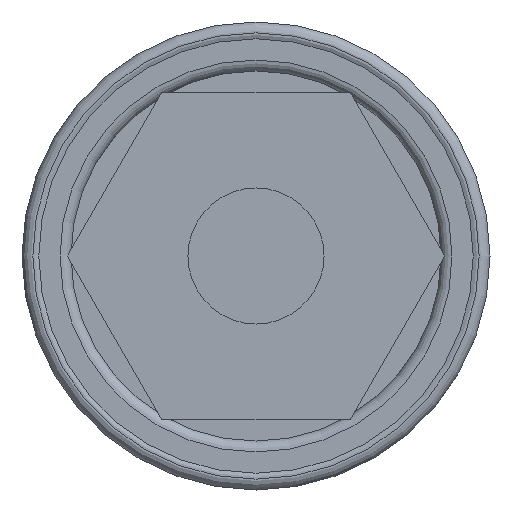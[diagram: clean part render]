
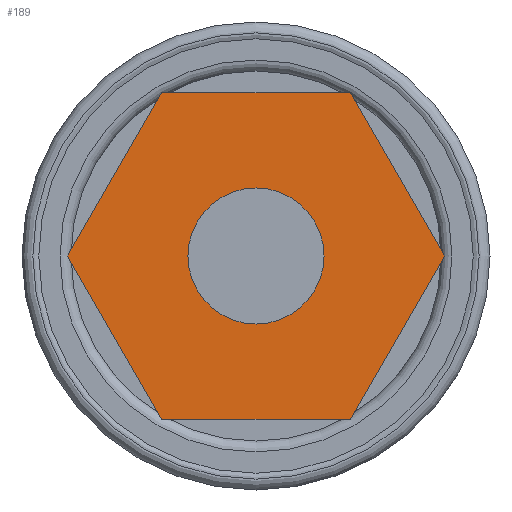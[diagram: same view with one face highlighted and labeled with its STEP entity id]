
A CAD part, front view. The second image highlights one B-rep face of the part: STEP entity #189.
In plain terms, the highlighted planar face has unit normal (0, -1, 0).
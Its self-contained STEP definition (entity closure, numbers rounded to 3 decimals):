
#32=CARTESIAN_POINT('',(-0.,0.,-1.25));
#33=VERTEX_POINT('',#32);
#42=CARTESIAN_POINT('',(0.,0.,0.));
#43=DIRECTION('',(0.,-1.,0.));
#44=DIRECTION('',(0.,0.,-1.));
#45=AXIS2_PLACEMENT_3D('',#42,#43,#44);
#46=CIRCLE('',#45,1.25);
#47=EDGE_CURVE('',#33,#33,#46,.T.);
#76=CARTESIAN_POINT('',(1.732,0.,-3.));
#77=VERTEX_POINT('',#76);
#92=CARTESIAN_POINT('',(3.464,0.,-0.));
#93=VERTEX_POINT('',#92);
#100=CARTESIAN_POINT('',(1.732,0.,-3.));
#101=DIRECTION('',(0.5,0.,0.866));
#102=VECTOR('',#101,3.464);
#103=LINE('',#100,#102);
#104=EDGE_CURVE('',#77,#93,#103,.T.);
#116=CARTESIAN_POINT('',(-3.464,0.,0.));
#117=VERTEX_POINT('',#116);
#132=CARTESIAN_POINT('',(-1.732,0.,-3.));
#133=VERTEX_POINT('',#132);
#140=CARTESIAN_POINT('',(-3.464,0.,0.));
#141=DIRECTION('',(0.5,0.,-0.866));
#142=VECTOR('',#141,3.464);
#143=LINE('',#140,#142);
#144=EDGE_CURVE('',#117,#133,#143,.T.);
#149=CARTESIAN_POINT('',(0.,0.,0.));
#150=DIRECTION('',(0.,-1.,0.));
#151=DIRECTION('',(0.,0.,-1.));
#152=AXIS2_PLACEMENT_3D('',#149,#150,#151);
#153=PLANE('',#152);
#154=ORIENTED_EDGE('',*,*,#47,.F.);
#155=EDGE_LOOP('',(#154));
#156=FACE_BOUND('',#155,.T.);
#157=CARTESIAN_POINT('',(-1.732,0.,3.));
#158=VERTEX_POINT('',#157);
#159=CARTESIAN_POINT('',(-1.732,0.,3.));
#160=DIRECTION('',(-0.5,0.,-0.866));
#161=VECTOR('',#160,3.464);
#162=LINE('',#159,#161);
#163=EDGE_CURVE('',#158,#117,#162,.T.);
#164=ORIENTED_EDGE('',*,*,#163,.T.);
#165=ORIENTED_EDGE('',*,*,#144,.T.);
#166=CARTESIAN_POINT('',(-1.732,0.,-3.));
#167=DIRECTION('',(1.,0.,0.));
#168=VECTOR('',#167,3.464);
#169=LINE('',#166,#168);
#170=EDGE_CURVE('',#133,#77,#169,.T.);
#171=ORIENTED_EDGE('',*,*,#170,.T.);
#172=ORIENTED_EDGE('',*,*,#104,.T.);
#173=CARTESIAN_POINT('',(1.732,0.,3.));
#174=VERTEX_POINT('',#173);
#175=CARTESIAN_POINT('',(3.464,0.,-0.));
#176=DIRECTION('',(-0.5,0.,0.866));
#177=VECTOR('',#176,3.464);
#178=LINE('',#175,#177);
#179=EDGE_CURVE('',#93,#174,#178,.T.);
#180=ORIENTED_EDGE('',*,*,#179,.T.);
#181=CARTESIAN_POINT('',(1.732,0.,3.));
#182=DIRECTION('',(-1.,0.,0.));
#183=VECTOR('',#182,3.464);
#184=LINE('',#181,#183);
#185=EDGE_CURVE('',#174,#158,#184,.T.);
#186=ORIENTED_EDGE('',*,*,#185,.T.);
#187=EDGE_LOOP('',(#164,#165,#171,#172,#180,#186));
#188=FACE_BOUND('',#187,.T.);
#189=ADVANCED_FACE('',(#156,#188),#153,.T.);
